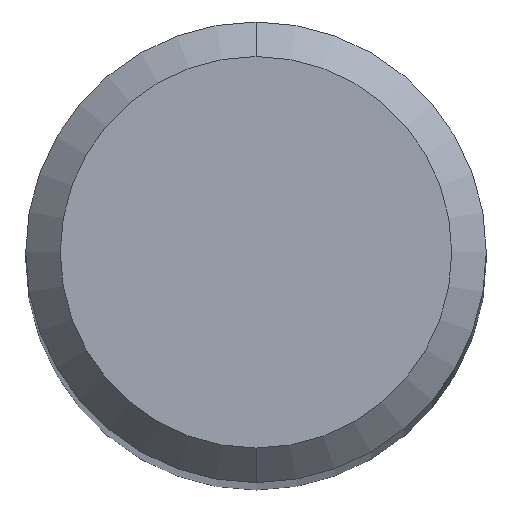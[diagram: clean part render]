
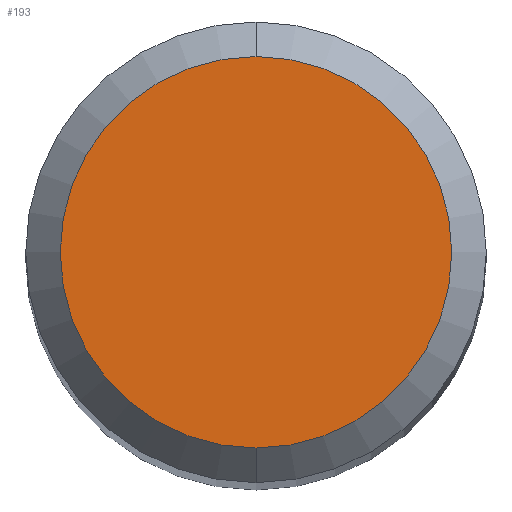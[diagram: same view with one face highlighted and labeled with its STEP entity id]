
A CAD part, top view. The second image highlights one B-rep face of the part: STEP entity #193.
In plain terms, the highlighted planar face has unit normal (0, 0, 1).
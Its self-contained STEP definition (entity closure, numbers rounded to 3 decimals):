
#185=EDGE_CURVE('',#293,#213,#501,.T.);
#193=ADVANCED_FACE('',(#510),#511,.T.);
#213=VERTEX_POINT('',#533);
#293=VERTEX_POINT('',#623);
#343=EDGE_CURVE('',#213,#293,#678,.T.);
#501=CIRCLE('',#843,1.7);
#510=FACE_OUTER_BOUND('',#855,.T.);
#511=PLANE('',#856);
#533=CARTESIAN_POINT('',(0.,-1.7,0.0));
#623=CARTESIAN_POINT('',(0.0,1.7,0.0));
#678=CIRCLE('',#1216,1.7);
#843=AXIS2_PLACEMENT_3D('',#1489,#1490,#1491);
#855=EDGE_LOOP('',(#1505,#1506));
#856=AXIS2_PLACEMENT_3D('',#1507,#1508,#1509);
#1216=AXIS2_PLACEMENT_3D('',#1682,#1683,#1684);
#1489=CARTESIAN_POINT('',(0.0,0.0,0.0));
#1490=DIRECTION('',(0.0,0.0,-1.0));
#1491=DIRECTION('',(0.0,1.0,0.0));
#1505=ORIENTED_EDGE('',*,*,#185,.F.);
#1506=ORIENTED_EDGE('',*,*,#343,.F.);
#1507=CARTESIAN_POINT('',(0.0,0.85,0.0));
#1508=DIRECTION('',(-0.0,0.0,1.0));
#1509=DIRECTION('',(0.0,-1.0,0.0));
#1682=CARTESIAN_POINT('',(0.0,0.0,0.0));
#1683=DIRECTION('',(0.0,0.0,-1.0));
#1684=DIRECTION('',(0.0,1.0,0.0));
